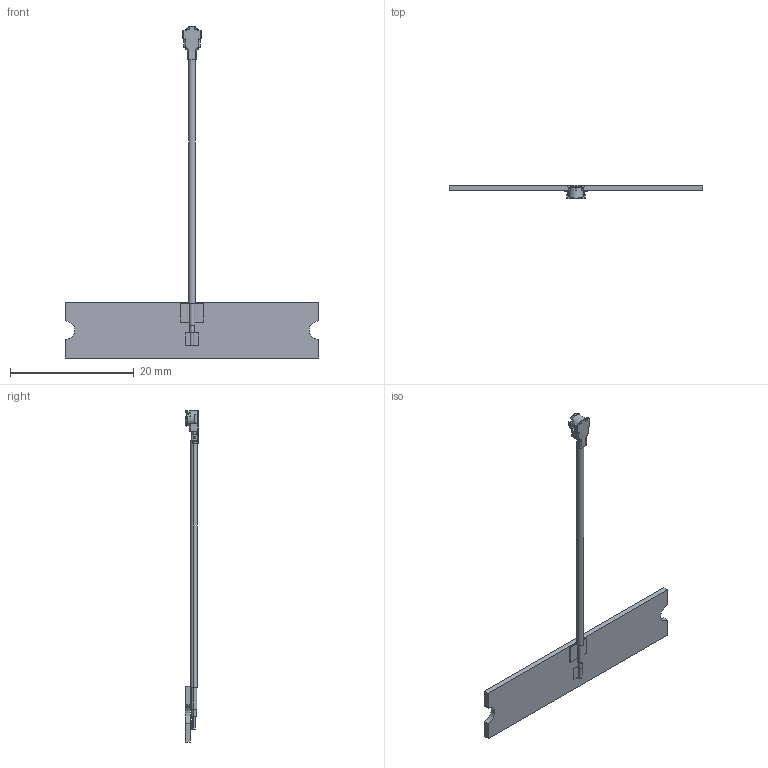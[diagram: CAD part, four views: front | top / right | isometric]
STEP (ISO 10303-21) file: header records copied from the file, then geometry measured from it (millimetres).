
FILE_DESCRIPTION((''),'2;1');
FILE_NAME('1461870050','2017-06-12T',('ghp'),(''),'PRO/ENGINEER BY PARAMETRIC TECHNOLOGY CORPORATION, 2012310','PRO/ENGINEER BY PARAMETRIC TECHNOLOGY CORPORATION, 2012310','');
FILE_SCHEMA(('CONFIG_CONTROL_DESIGN'));
Length unit declared in the file: millimetre
Products named in the file (1): 1461870050
Bounding box: 40.95 x 2.15 x 53.64 mm (x, y, z)
Volume: 348.7 mm3; surface area: 1030.6 mm2
Topology: 1 solids, 1 shells, 162 faces, 496 edges, 341 vertices
Faces by surface type: plane 89, cylinder 44, cone 17, torus 8, bspline 4
Entity records: 5950 total; most frequent: CARTESIAN_POINT 1314, ORIENTED_EDGE 986, DIRECTION 970, EDGE_CURVE 493, VERTEX_POINT 339, AXIS2_PLACEMENT_3D 336, VECTOR 298, LINE 298
